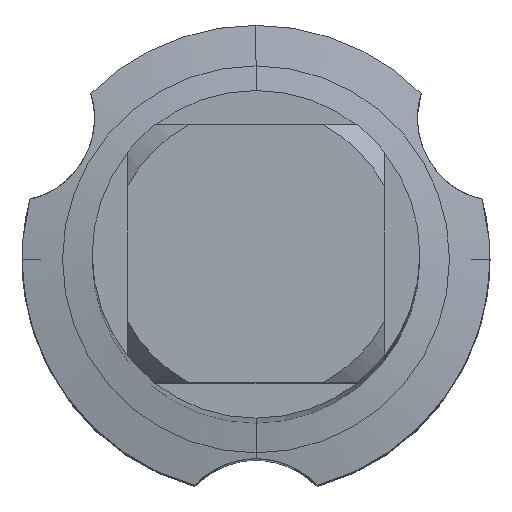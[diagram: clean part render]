
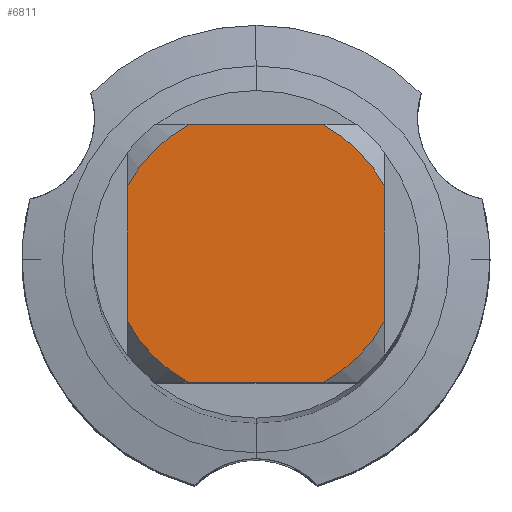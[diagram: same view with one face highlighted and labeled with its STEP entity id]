
A CAD part, top view. The second image highlights one B-rep face of the part: STEP entity #6811.
In plain terms, the highlighted planar face has unit normal (0, 0, 1).
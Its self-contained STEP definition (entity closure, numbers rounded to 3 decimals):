
#3537=EDGE_CURVE('',#3643,#9491,#9896,.T.);
#3643=VERTEX_POINT('',#10010);
#3777=EDGE_CURVE('',#8459,#9491,#10156,.T.);
#4217=VERTEX_POINT('',#10627);
#4671=EDGE_CURVE('',#7449,#5479,#11124,.T.);
#5479=VERTEX_POINT('',#12000);
#5959=EDGE_CURVE('',#8709,#4217,#12534,.T.);
#6447=EDGE_CURVE('',#3643,#4217,#13067,.T.);
#6595=EDGE_CURVE('',#8459,#5479,#13236,.T.);
#6811=ADVANCED_FACE('',(#13465),#13466,.T.);
#6957=VERTEX_POINT('',#13626);
#7253=EDGE_CURVE('',#7449,#6957,#13961,.T.);
#7449=VERTEX_POINT('',#14171);
#8271=EDGE_CURVE('',#8709,#6957,#15055,.T.);
#8459=VERTEX_POINT('',#15260);
#8709=VERTEX_POINT('',#15536);
#9491=VERTEX_POINT('',#16387);
#9896=LINE('',#17011,#17012);
#10010=CARTESIAN_POINT('',(2.75,-1.431,0.0));
#10156=CIRCLE('',#17472,3.1);
#10627=CARTESIAN_POINT('',(1.431,-2.75,0.0));
#11124=CIRCLE('',#19047,3.1);
#12000=CARTESIAN_POINT('',(-1.431,2.75,0.0));
#12534=LINE('',#21462,#21463);
#13067=CIRCLE('',#22363,3.1);
#13236=LINE('',#22615,#22616);
#13465=FACE_OUTER_BOUND('',#23037,.T.);
#13466=PLANE('',#23038);
#13626=CARTESIAN_POINT('',(-2.75,-1.431,0.0));
#13961=LINE('',#23792,#23793);
#14171=CARTESIAN_POINT('',(-2.75,1.431,0.0));
#15055=CIRCLE('',#25727,3.1);
#15260=CARTESIAN_POINT('',(1.431,2.75,0.0));
#15536=CARTESIAN_POINT('',(-1.431,-2.75,0.0));
#16387=CARTESIAN_POINT('',(2.75,1.431,0.0));
#17011=CARTESIAN_POINT('',(2.75,0.775,0.0));
#17012=VECTOR('',#28501,1.0);
#17472=AXIS2_PLACEMENT_3D('',#28770,#28771,#28772);
#19047=AXIS2_PLACEMENT_3D('',#29721,#29722,#29723);
#21462=CARTESIAN_POINT('',(0.0,-2.75,0.0));
#21463=VECTOR('',#31254,1.0);
#22363=AXIS2_PLACEMENT_3D('',#31996,#31997,#31998);
#22615=CARTESIAN_POINT('',(0.0,2.75,0.0));
#22616=VECTOR('',#32207,1.0);
#23037=EDGE_LOOP('',(#32413,#32414,#32415,#32416,#32417,#32418,#32419,#32420));
#23038=AXIS2_PLACEMENT_3D('',#32421,#32422,#32423);
#23792=CARTESIAN_POINT('',(-2.75,0.775,0.0));
#23793=VECTOR('',#33051,1.0);
#25727=AXIS2_PLACEMENT_3D('',#34138,#34139,#34140);
#28501=DIRECTION('',(-0.0,1.0,0.0));
#28770=CARTESIAN_POINT('',(0.0,0.0,0.0));
#28771=DIRECTION('',(0.0,0.0,-1.0));
#28772=DIRECTION('',(0.0,1.0,0.0));
#29721=CARTESIAN_POINT('',(0.0,0.0,0.0));
#29722=DIRECTION('',(0.0,0.0,-1.0));
#29723=DIRECTION('',(0.0,1.0,0.0));
#31254=DIRECTION('',(1.0,0.0,0.0));
#31996=CARTESIAN_POINT('',(0.0,0.0,0.0));
#31997=DIRECTION('',(0.0,0.0,-1.0));
#31998=DIRECTION('',(0.0,1.0,0.0));
#32207=DIRECTION('',(-1.0,0.0,0.0));
#32413=ORIENTED_EDGE('',*,*,#7253,.T.);
#32414=ORIENTED_EDGE('',*,*,#8271,.F.);
#32415=ORIENTED_EDGE('',*,*,#5959,.T.);
#32416=ORIENTED_EDGE('',*,*,#6447,.F.);
#32417=ORIENTED_EDGE('',*,*,#3537,.T.);
#32418=ORIENTED_EDGE('',*,*,#3777,.F.);
#32419=ORIENTED_EDGE('',*,*,#6595,.T.);
#32420=ORIENTED_EDGE('',*,*,#4671,.F.);
#32421=CARTESIAN_POINT('',(0.0,1.55,0.0));
#32422=DIRECTION('',(-0.0,0.0,1.0));
#32423=DIRECTION('',(0.0,-1.0,0.0));
#33051=DIRECTION('',(-0.0,-1.0,0.0));
#34138=CARTESIAN_POINT('',(0.0,0.0,0.0));
#34139=DIRECTION('',(0.0,0.0,-1.0));
#34140=DIRECTION('',(0.0,1.0,0.0));
